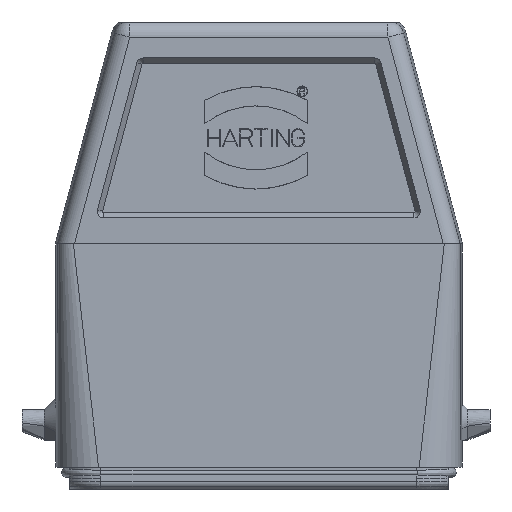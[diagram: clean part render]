
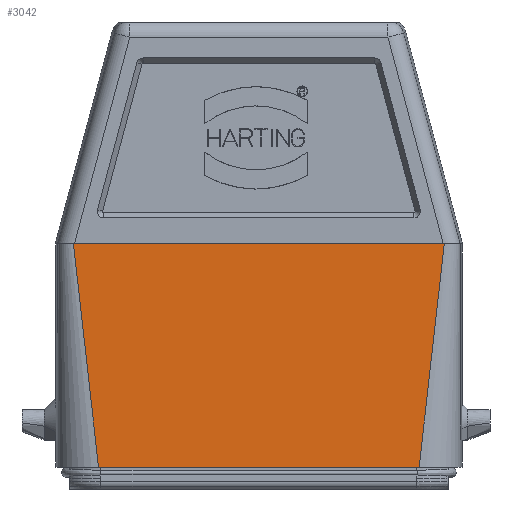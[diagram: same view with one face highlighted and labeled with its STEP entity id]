
A CAD part, front view. The second image highlights one B-rep face of the part: STEP entity #3042.
In plain terms, the highlighted planar face has unit normal (0, -1, 0).
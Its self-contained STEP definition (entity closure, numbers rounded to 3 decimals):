
#2696=PLANE('',#9967);
#3042=ADVANCED_FACE('',(#3520),#2696,.F.);
#3520=FACE_OUTER_BOUND('',#3924,.T.);
#3924=EDGE_LOOP('',(#6864,#6865,#6866,#6867));
#4526=LINE('',#12493,#5114);
#4886=LINE('',#14874,#5474);
#4898=LINE('',#14993,#5486);
#4899=LINE('',#15000,#5487);
#5114=VECTOR('',#10324,1.);
#5474=VECTOR('',#11162,1.);
#5486=VECTOR('',#11200,1.);
#5487=VECTOR('',#11201,1.);
#6864=ORIENTED_EDGE('',*,*,#8404,.F.);
#6865=ORIENTED_EDGE('',*,*,#8933,.F.);
#6866=ORIENTED_EDGE('',*,*,#8913,.F.);
#6867=ORIENTED_EDGE('',*,*,#8934,.F.);
#7735=VERTEX_POINT('',#12475);
#7744=VERTEX_POINT('',#12492);
#8080=VERTEX_POINT('',#14875);
#8081=VERTEX_POINT('',#14876);
#8404=EDGE_CURVE('',#7744,#7735,#4526,.T.);
#8913=EDGE_CURVE('',#8080,#8081,#4886,.T.);
#8933=EDGE_CURVE('',#8081,#7744,#4898,.T.);
#8934=EDGE_CURVE('',#7735,#8080,#4899,.T.);
#9967=AXIS2_PLACEMENT_3D('',#15001,#11202,#11203);
#10324=DIRECTION('',(-1.,0.,0.));
#11162=DIRECTION('',(1.,0.,0.));
#11200=DIRECTION('',(-0.112,0.,-0.994));
#11201=DIRECTION('',(-0.112,0.,0.994));
#11202=DIRECTION('',(0.,1.,0.));
#11203=DIRECTION('',(0.,0.,1.));
#12475=CARTESIAN_POINT('',(-25.069,-15.25,-14.));
#12492=CARTESIAN_POINT('',(25.069,-15.25,-14.));
#12493=CARTESIAN_POINT('',(25.069,-15.25,-14.));
#14874=CARTESIAN_POINT('',(-29.006,-15.25,21.));
#14875=CARTESIAN_POINT('',(-29.006,-15.25,21.));
#14876=CARTESIAN_POINT('',(29.006,-15.25,21.));
#14993=CARTESIAN_POINT('',(29.006,-15.25,21.));
#15000=CARTESIAN_POINT('',(-25.069,-15.25,-14.));
#15001=CARTESIAN_POINT('',(-30.136,-15.25,-14.875));
